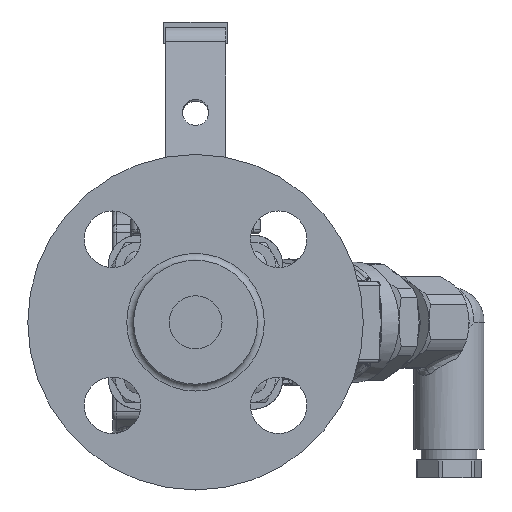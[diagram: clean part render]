
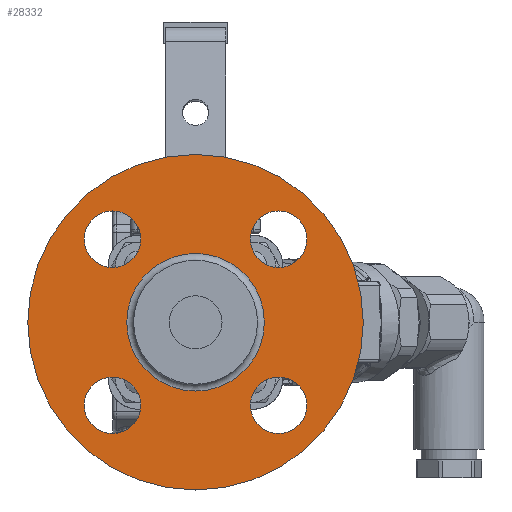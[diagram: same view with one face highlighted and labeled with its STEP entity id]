
A CAD part, left-side view. The second image highlights one B-rep face of the part: STEP entity #28332.
In plain terms, the highlighted planar face has unit normal (-1, 0, 0).
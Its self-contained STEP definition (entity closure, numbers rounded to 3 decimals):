
#2791=FACE_BOUND('',#5835,.T.);
#2792=FACE_BOUND('',#5836,.T.);
#2793=FACE_BOUND('',#5837,.T.);
#2794=FACE_BOUND('',#5838,.T.);
#2795=FACE_BOUND('',#5839,.T.);
#3045=PLANE('',#30561);
#4001=FACE_OUTER_BOUND('',#5834,.T.);
#5834=EDGE_LOOP('',(#20769));
#5835=EDGE_LOOP('',(#20770));
#5836=EDGE_LOOP('',(#20771));
#5837=EDGE_LOOP('',(#20772));
#5838=EDGE_LOOP('',(#20773));
#5839=EDGE_LOOP('',(#20774));
#10475=CIRCLE('',#30546,47.5);
#10477=CIRCLE('',#30550,8.);
#10479=CIRCLE('',#30553,8.);
#10481=CIRCLE('',#30556,8.);
#10483=CIRCLE('',#30559,8.);
#10485=CIRCLE('',#30562,19.486);
#12172=VERTEX_POINT('',#45992);
#12174=VERTEX_POINT('',#46000);
#12176=VERTEX_POINT('',#46006);
#12178=VERTEX_POINT('',#46012);
#12180=VERTEX_POINT('',#46018);
#12182=VERTEX_POINT('',#46024);
#15308=EDGE_CURVE('',#12172,#12172,#10475,.T.);
#15311=EDGE_CURVE('',#12174,#12174,#10477,.T.);
#15314=EDGE_CURVE('',#12176,#12176,#10479,.T.);
#15317=EDGE_CURVE('',#12178,#12178,#10481,.T.);
#15320=EDGE_CURVE('',#12180,#12180,#10483,.T.);
#15323=EDGE_CURVE('',#12182,#12182,#10485,.T.);
#20769=ORIENTED_EDGE('',*,*,#15308,.F.);
#20770=ORIENTED_EDGE('',*,*,#15311,.T.);
#20771=ORIENTED_EDGE('',*,*,#15314,.T.);
#20772=ORIENTED_EDGE('',*,*,#15317,.T.);
#20773=ORIENTED_EDGE('',*,*,#15320,.T.);
#20774=ORIENTED_EDGE('',*,*,#15323,.F.);
#28332=ADVANCED_FACE('',(#4001,#2791,#2792,#2793,#2794,#2795),#3045,.F.);
#30546=AXIS2_PLACEMENT_3D('',#45994,#35033,#35034);
#30550=AXIS2_PLACEMENT_3D('',#46001,#35042,#35043);
#30553=AXIS2_PLACEMENT_3D('',#46007,#35049,#35050);
#30556=AXIS2_PLACEMENT_3D('',#46013,#35056,#35057);
#30559=AXIS2_PLACEMENT_3D('',#46019,#35063,#35064);
#30561=AXIS2_PLACEMENT_3D('',#46023,#35068,#35069);
#30562=AXIS2_PLACEMENT_3D('',#46025,#35070,#35071);
#35033=DIRECTION('center_axis',(1.,0.,0.));
#35034=DIRECTION('ref_axis',(0.,0.,
-1.));
#35042=DIRECTION('center_axis',(1.,0.,0.));
#35043=DIRECTION('ref_axis',(0.,0.,
1.));
#35049=DIRECTION('center_axis',(1.,0.,0.));
#35050=DIRECTION('ref_axis',(0.,-1.,0.));
#35056=DIRECTION('center_axis',(1.,0.,0.));
#35057=DIRECTION('ref_axis',(0.,0.,
-1.));
#35063=DIRECTION('center_axis',(1.,0.,0.));
#35064=DIRECTION('ref_axis',(0.,1.,0.));
#35068=DIRECTION('center_axis',(1.,0.,0.));
#35069=DIRECTION('ref_axis',(0.,0.,
-1.));
#35070=DIRECTION('center_axis',(-1.,0.,0.));
#35071=DIRECTION('ref_axis',(0.,0.,
1.));
#45992=CARTESIAN_POINT('',(-167.036,18.833,45.983));
#45994=CARTESIAN_POINT('Origin',(-167.036,18.833,-1.517));
#46000=CARTESIAN_POINT('',(-167.036,42.344,13.994));
#46001=CARTESIAN_POINT('Origin',(-167.036,42.344,21.994));
#46006=CARTESIAN_POINT('',(-167.036,3.321,21.994));
#46007=CARTESIAN_POINT('Origin',(-167.036,-4.679,21.994));
#46012=CARTESIAN_POINT('',(-167.036,-4.679,-17.028));
#46013=CARTESIAN_POINT('Origin',(-167.036,-4.679,-25.028));
#46018=CARTESIAN_POINT('',(-167.036,34.344,-25.028));
#46019=CARTESIAN_POINT('Origin',(-167.036,42.344,-25.028));
#46023=CARTESIAN_POINT('Origin',(-167.036,18.833,-1.517));
#46024=CARTESIAN_POINT('',(-167.036,18.833,-21.004));
#46025=CARTESIAN_POINT('Origin',(-167.036,18.833,-1.517));
